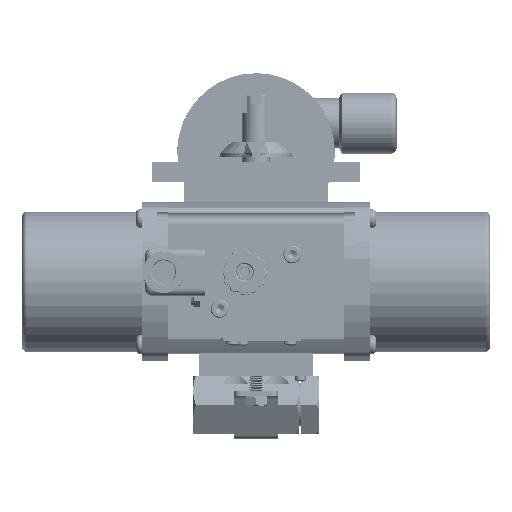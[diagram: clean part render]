
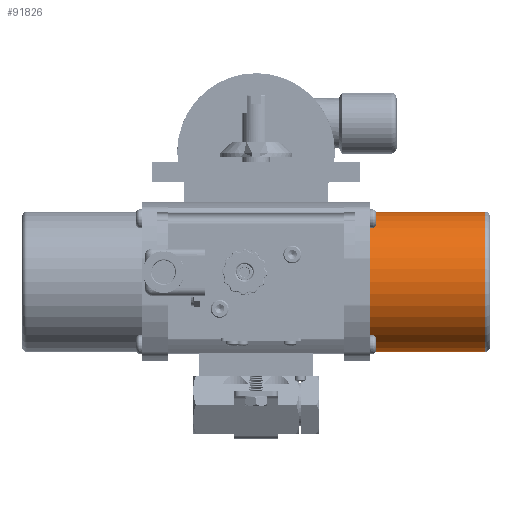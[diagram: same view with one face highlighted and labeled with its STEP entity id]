
A CAD part, top view. The second image highlights one B-rep face of the part: STEP entity #91826.
In plain terms, the highlighted cylindrical face has radius 30.963 mm (diameter 61.925 mm), a partial arc.
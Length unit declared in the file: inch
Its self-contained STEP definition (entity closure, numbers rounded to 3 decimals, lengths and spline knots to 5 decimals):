
#4835 = CYLINDRICAL_SURFACE ( 'NONE', #36191, 1.219 ) ;
#31169 = AXIS2_PLACEMENT_3D ( 'NONE', #36409, #158240, #53913 ) ;
#36191 = AXIS2_PLACEMENT_3D ( 'NONE', #71390, #175680, #141441 ) ;
#36409 = CARTESIAN_POINT ( 'NONE',  ( 3.9725, 2.136, 0. ) ) ;
#37030 = EDGE_CURVE ( 'NONE', #176369, #147940, #51589, .T. ) ;
#39224 = ORIENTED_EDGE ( 'NONE', *, *, #209386, .T. ) ;
#51466 = VERTEX_POINT ( 'NONE', #135067 ) ;
#51589 = LINE ( 'NONE', #95333, #103253 ) ;
#53913 = DIRECTION ( 'NONE',  ( 0., -1., 0. ) ) ;
#61734 = DIRECTION ( 'NONE',  ( 1., 0., 0. ) ) ;
#61915 = ORIENTED_EDGE ( 'NONE', *, *, #203269, .T. ) ;
#65685 = EDGE_CURVE ( 'NONE', #51466, #75102, #170630, .T. ) ;
#70764 = CARTESIAN_POINT ( 'NONE',  ( 3.9725, 3.355, 0. ) ) ;
#71390 = CARTESIAN_POINT ( 'NONE',  ( 1.7145, 2.136, 0. ) ) ;
#75102 = VERTEX_POINT ( 'NONE', #159060 ) ;
#83447 = VECTOR ( 'NONE', #219647, 39.37008 ) ;
#88117 = CARTESIAN_POINT ( 'NONE',  ( 1.8575, 3.355, 0. ) ) ;
#91826 = ADVANCED_FACE ( 'NONE', ( #149244 ), #4835, .T. ) ;
#95333 = CARTESIAN_POINT ( 'NONE',  ( 1.7145, 3.355, 0. ) ) ;
#103253 = VECTOR ( 'NONE', #217020, 39.37008 ) ;
#107590 = CIRCLE ( 'NONE', #181895, 1.219 ) ;
#113935 = ORIENTED_EDGE ( 'NONE', *, *, #37030, .T. ) ;
#115349 = CARTESIAN_POINT ( 'NONE',  ( 1.7145, 0.917, 0. ) ) ;
#135067 = CARTESIAN_POINT ( 'NONE',  ( 3.9725, 0.917, 0. ) ) ;
#141441 = DIRECTION ( 'NONE',  ( 0., 1., 0. ) ) ;
#147940 = VERTEX_POINT ( 'NONE', #88117 ) ;
#149244 = FACE_OUTER_BOUND ( 'NONE', #222993, .T. ) ;
#158240 = DIRECTION ( 'NONE',  ( -1., 0., 0. ) ) ;
#159060 = CARTESIAN_POINT ( 'NONE',  ( 1.8575, 0.917, 0. ) ) ;
#166029 = CARTESIAN_POINT ( 'NONE',  ( 1.8575, 2.136, 0. ) ) ;
#170630 = LINE ( 'NONE', #115349, #83447 ) ;
#175680 = DIRECTION ( 'NONE',  ( -1., 0., 0. ) ) ;
#176369 = VERTEX_POINT ( 'NONE', #70764 ) ;
#181895 = AXIS2_PLACEMENT_3D ( 'NONE', #166029, #61734, #183470 ) ;
#183470 = DIRECTION ( 'NONE',  ( 0., -1., 0. ) ) ;
#187692 = CIRCLE ( 'NONE', #31169, 1.219 ) ;
#200896 = ORIENTED_EDGE ( 'NONE', *, *, #65685, .F. ) ;
#203269 = EDGE_CURVE ( 'NONE', #147940, #75102, #107590, .T. ) ;
#209386 = EDGE_CURVE ( 'NONE', #51466, #176369, #187692, .T. ) ;
#217020 = DIRECTION ( 'NONE',  ( -1., 0., 0. ) ) ;
#219647 = DIRECTION ( 'NONE',  ( -1., 0., 0. ) ) ;
#222993 = EDGE_LOOP ( 'NONE', ( #200896, #39224, #113935, #61915 ) ) ;
